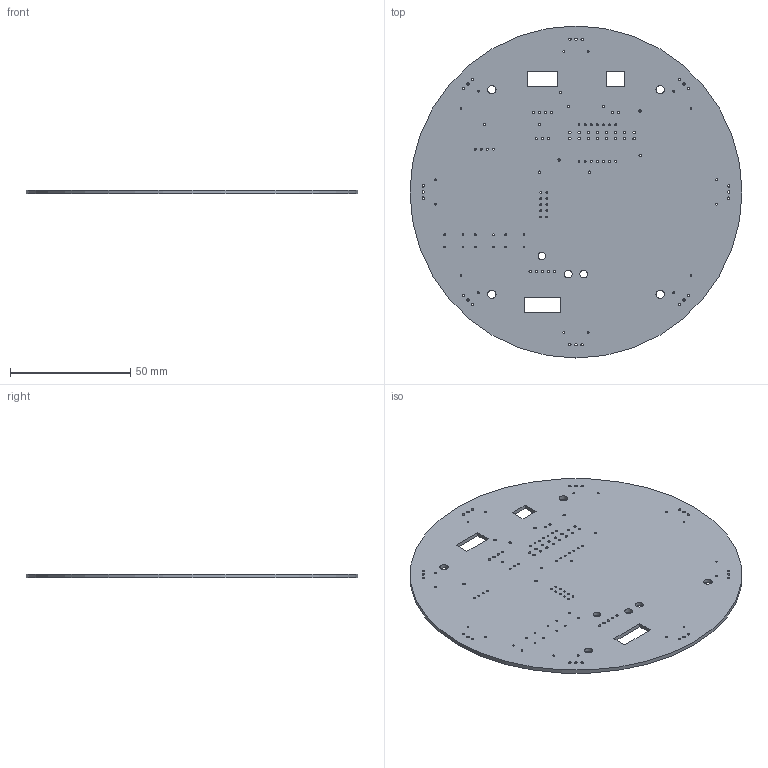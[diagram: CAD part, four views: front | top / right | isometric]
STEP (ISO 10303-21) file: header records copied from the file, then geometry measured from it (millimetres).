
FILE_DESCRIPTION(('KiCad electronic assembly'),'2;1');
FILE_NAME('IR,PIXY_plate.step','2024-08-16T14:03:30',('Pcbnew'),('Kicad' ),'Open CASCADE STEP processor 7.6','KiCad to STEP converter', 'Unknown');
FILE_SCHEMA(('AUTOMOTIVE_DESIGN { 1 0 10303 214 1 1 1 1 }'));
Length unit declared in the file: millimetre
Products named in the file (2): IR,PIXY_plate 1; _autosave-IR,PIXY_plate PCB
Assembly tree (1 placements, depth 2):
  IR,PIXY_plate 1
    _autosave-IR,PIXY_plate PCB
Bounding box: 138 x 138 x 1.6 mm (x, y, z)
Volume: 23350.2 mm3; surface area: 30707.4 mm2
Topology: 1 solids, 1 shells, 142 faces, 420 edges, 280 vertices
Faces by surface type: cylinder 128, plane 14
Full cylindrical faces by diameter (mm): 0.762 x59, 1 x61, 3.2 x3, 3.5 x4, 138 x1
Entity records: 10927 total; most frequent: DIRECTION 1804, CARTESIAN_POINT 1684, ORIENTED_EDGE 840, PCURVE 840, DEFINITIONAL_REPRESENTATION 840, LINE 748, VECTOR 748, CIRCLE 512
